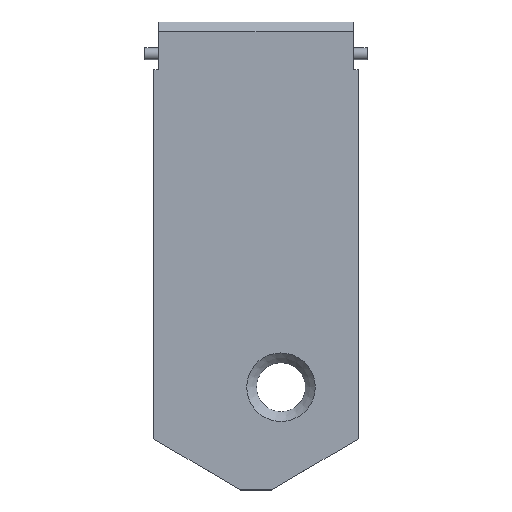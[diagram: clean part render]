
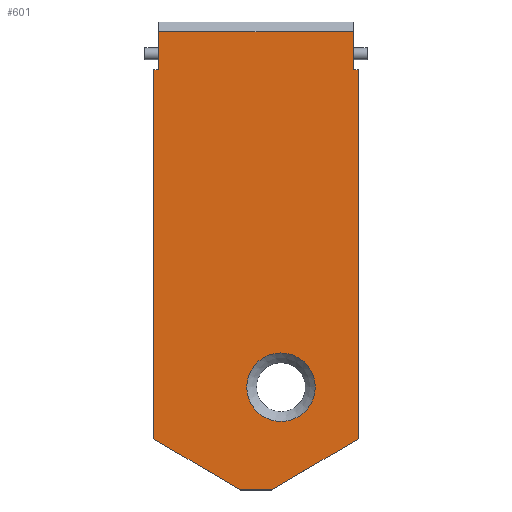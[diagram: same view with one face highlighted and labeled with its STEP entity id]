
A CAD part, top view. The second image highlights one B-rep face of the part: STEP entity #601.
In plain terms, the highlighted planar face has unit normal (0, 0, 1).
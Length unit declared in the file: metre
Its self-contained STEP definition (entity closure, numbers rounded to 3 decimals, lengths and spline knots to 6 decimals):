
#32=LINE('',#894,#107);
#45=LINE('',#918,#120);
#48=LINE('',#928,#123);
#49=LINE('',#929,#124);
#50=LINE('',#931,#125);
#51=LINE('',#933,#126);
#52=LINE('',#935,#127);
#53=LINE('',#937,#128);
#54=LINE('',#939,#129);
#55=LINE('',#941,#130);
#107=VECTOR('',#716,1.);
#120=VECTOR('',#737,1.);
#123=VECTOR('',#746,1.);
#124=VECTOR('',#747,1.);
#125=VECTOR('',#748,1.);
#126=VECTOR('',#749,1.);
#127=VECTOR('',#750,1.);
#128=VECTOR('',#751,1.);
#129=VECTOR('',#752,1.);
#130=VECTOR('',#753,1.);
#212=ORIENTED_EDGE('',*,*,#373,.T.);
#213=ORIENTED_EDGE('',*,*,#356,.F.);
#214=ORIENTED_EDGE('',*,*,#374,.T.);
#215=ORIENTED_EDGE('',*,*,#369,.T.);
#216=ORIENTED_EDGE('',*,*,#375,.T.);
#217=ORIENTED_EDGE('',*,*,#376,.F.);
#218=ORIENTED_EDGE('',*,*,#377,.F.);
#219=ORIENTED_EDGE('',*,*,#378,.F.);
#220=ORIENTED_EDGE('',*,*,#379,.F.);
#221=ORIENTED_EDGE('',*,*,#380,.T.);
#222=ORIENTED_EDGE('',*,*,#381,.T.);
#356=EDGE_CURVE('',#440,#441,#32,.T.);
#369=EDGE_CURVE('',#448,#447,#45,.T.);
#373=EDGE_CURVE('',#451,#451,#482,.F.);
#374=EDGE_CURVE('',#440,#448,#48,.T.);
#375=EDGE_CURVE('',#447,#452,#49,.T.);
#376=EDGE_CURVE('',#453,#452,#50,.T.);
#377=EDGE_CURVE('',#454,#453,#51,.T.);
#378=EDGE_CURVE('',#455,#454,#52,.T.);
#379=EDGE_CURVE('',#456,#455,#53,.T.);
#380=EDGE_CURVE('',#456,#457,#54,.T.);
#381=EDGE_CURVE('',#457,#441,#55,.T.);
#440=VERTEX_POINT('',#893);
#441=VERTEX_POINT('',#895);
#447=VERTEX_POINT('',#917);
#448=VERTEX_POINT('',#919);
#451=VERTEX_POINT('',#927);
#452=VERTEX_POINT('',#930);
#453=VERTEX_POINT('',#932);
#454=VERTEX_POINT('',#934);
#455=VERTEX_POINT('',#936);
#456=VERTEX_POINT('',#938);
#457=VERTEX_POINT('',#940);
#482=CIRCLE('',#654,0.007);
#494=EDGE_LOOP('',(#212));
#495=EDGE_LOOP('',(#213,#214,#215,#216,#217,#218,#219,#220,#221,#222));
#533=FACE_BOUND('',#494,.T.);
#534=FACE_BOUND('',#495,.T.);
#571=PLANE('',#653);
#601=ADVANCED_FACE('',(#533,#534),#571,.T.);
#653=AXIS2_PLACEMENT_3D('',#925,#742,#743);
#654=AXIS2_PLACEMENT_3D('',#926,#744,#745);
#716=DIRECTION('',(0.,-1.,0.));
#737=DIRECTION('',(0.,-1.,0.));
#742=DIRECTION('',(0.,0.,1.));
#743=DIRECTION('',(1.,0.,0.));
#744=DIRECTION('',(0.,0.,1.));
#745=DIRECTION('',(1.,0.,0.));
#746=DIRECTION('',(-1.,0.,0.));
#747=DIRECTION('',(-1.,0.,0.));
#748=DIRECTION('',(0.,1.,0.));
#749=DIRECTION('',(-0.862,0.507,0.));
#750=DIRECTION('',(-1.,0.,0.));
#751=DIRECTION('',(-0.862,-0.507,0.));
#752=DIRECTION('',(0.,1.,0.));
#753=DIRECTION('',(-1.,0.,0.));
#893=CARTESIAN_POINT('',(0.0364,0.027179,0.002));
#894=CARTESIAN_POINT('',(0.0364,-0.016521,0.002));
#895=CARTESIAN_POINT('',(0.0364,0.019379,0.002));
#917=CARTESIAN_POINT('',(-0.0034,0.019379,0.002));
#918=CARTESIAN_POINT('',(-0.0034,0.024879,0.002));
#919=CARTESIAN_POINT('',(-0.0034,0.027179,0.002));
#925=CARTESIAN_POINT('',(0.0162,-0.019021,0.002));
#926=CARTESIAN_POINT('',(0.0216,-0.045421,0.002));
#927=CARTESIAN_POINT('',(0.0286,-0.045421,0.002));
#928=CARTESIAN_POINT('',(0.0162,0.027179,0.002));
#929=CARTESIAN_POINT('',(0.0165,0.019379,0.002));
#930=CARTESIAN_POINT('',(-0.0044,0.019379,0.002));
#931=CARTESIAN_POINT('',(-0.0044,-0.018307,0.002));
#932=CARTESIAN_POINT('',(-0.0044,-0.055993,0.002));
#933=CARTESIAN_POINT('',(0.004464,-0.061207,0.002));
#934=CARTESIAN_POINT('',(0.013328,-0.066421,0.002));
#935=CARTESIAN_POINT('',(0.0165,-0.066421,0.002));
#936=CARTESIAN_POINT('',(0.019672,-0.066421,0.002));
#937=CARTESIAN_POINT('',(0.028536,-0.061207,0.002));
#938=CARTESIAN_POINT('',(0.0374,-0.055993,0.002));
#939=CARTESIAN_POINT('',(0.0374,-0.018307,0.002));
#940=CARTESIAN_POINT('',(0.0374,0.019379,0.002));
#941=CARTESIAN_POINT('',(0.0165,0.019379,0.002));
